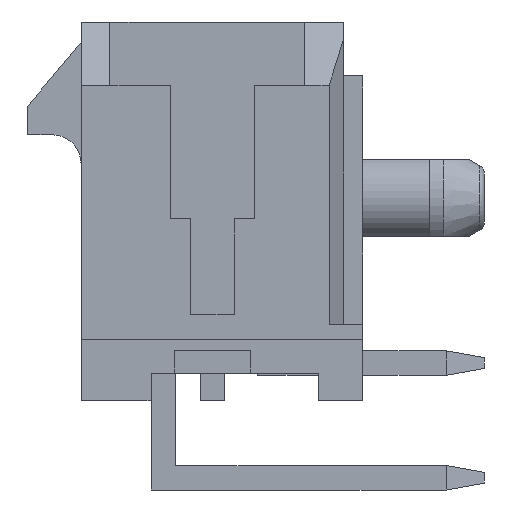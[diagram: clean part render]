
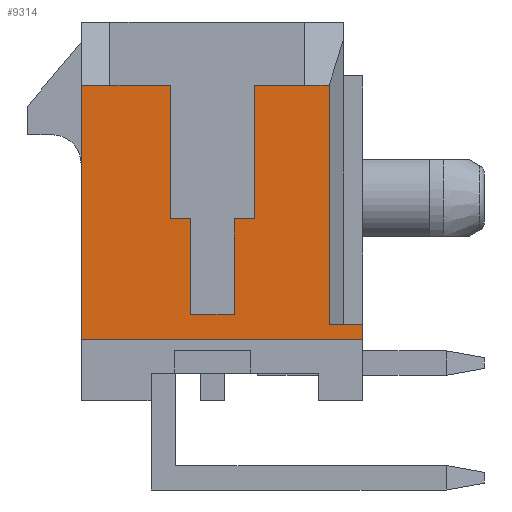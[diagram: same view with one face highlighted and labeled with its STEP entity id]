
A CAD part, left-side view. The second image highlights one B-rep face of the part: STEP entity #9314.
In plain terms, the highlighted planar face has unit normal (-1, 0, 0).
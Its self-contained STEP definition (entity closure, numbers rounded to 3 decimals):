
#1=DIRECTION('',(0.,0.,-1.));
#2=VECTOR('',#1,3.5);
#3=CARTESIAN_POINT('',(-13.825,-1.1,3.3));
#4=LINE('',#3,#2);
#5=DIRECTION('',(0.,1.,0.));
#6=VECTOR('',#5,1.31);
#7=CARTESIAN_POINT('',(-13.825,-2.41,3.3));
#8=LINE('',#7,#6);
#9=DIRECTION('',(0.,-1.,0.));
#10=VECTOR('',#9,0.645);
#11=CARTESIAN_POINT('',(-13.825,-2.41,3.3));
#12=LINE('',#11,#10);
#13=DIRECTION('',(0.,0.,-1.));
#14=VECTOR('',#13,6.26);
#15=CARTESIAN_POINT('',(-13.825,-3.055,3.3));
#16=LINE('',#15,#14);
#17=DIRECTION('',(0.,0.,-1.));
#18=VECTOR('',#17,0.4);
#19=CARTESIAN_POINT('',(-13.825,-3.935,-2.96));
#20=LINE('',#19,#18);
#21=DIRECTION('',(0.,1.,0.));
#22=VECTOR('',#21,7.37);
#23=CARTESIAN_POINT('',(-13.825,-3.935,-3.36));
#24=LINE('',#23,#22);
#25=DIRECTION('',(0.,0.,1.));
#26=VECTOR('',#25,6.66);
#27=CARTESIAN_POINT('',(-13.825,3.435,-3.36));
#28=LINE('',#27,#26);
#29=DIRECTION('',(0.,-1.,0.));
#30=VECTOR('',#29,0.755);
#31=CARTESIAN_POINT('',(-13.825,3.435,3.3));
#32=LINE('',#31,#30);
#33=DIRECTION('',(0.,1.,0.));
#34=VECTOR('',#33,1.58);
#35=CARTESIAN_POINT('',(-13.825,1.1,3.3));
#36=LINE('',#35,#34);
#37=DIRECTION('',(0.,0.,-1.));
#38=VECTOR('',#37,3.5);
#39=CARTESIAN_POINT('',(-13.825,1.1,3.3));
#40=LINE('',#39,#38);
#41=DIRECTION('',(0.,1.,0.));
#42=VECTOR('',#41,0.525);
#43=CARTESIAN_POINT('',(-13.825,0.575,-0.2));
#44=LINE('',#43,#42);
#45=DIRECTION('',(0.,0.,1.));
#46=VECTOR('',#45,2.5);
#47=CARTESIAN_POINT('',(-13.825,0.575,-2.7));
#48=LINE('',#47,#46);
#49=DIRECTION('',(0.,1.,0.));
#50=VECTOR('',#49,1.15);
#51=CARTESIAN_POINT('',(-13.825,-0.575,-2.7));
#52=LINE('',#51,#50);
#53=DIRECTION('',(0.,0.,-1.));
#54=VECTOR('',#53,2.5);
#55=CARTESIAN_POINT('',(-13.825,-0.575,-0.2));
#56=LINE('',#55,#54);
#57=DIRECTION('',(0.,1.,0.));
#58=VECTOR('',#57,0.525);
#59=CARTESIAN_POINT('',(-13.825,-1.1,-0.2));
#60=LINE('',#59,#58);
#6953=DIRECTION('',(0.,1.,0.));
#6954=VECTOR('',#6953,0.88);
#6955=CARTESIAN_POINT('',(-13.825,-3.935,-2.96));
#6956=LINE('',#6955,#6954);
#7122=CARTESIAN_POINT('',(-13.825,3.435,3.3));
#7124=VERTEX_POINT('',#7122);
#7167=CARTESIAN_POINT('',(-13.825,-3.935,-2.96));
#7168=CARTESIAN_POINT('',(-13.825,-3.055,-2.96));
#7169=VERTEX_POINT('',#7167);
#7170=VERTEX_POINT('',#7168);
#7175=CARTESIAN_POINT('',(-13.825,2.68,3.3));
#7176=VERTEX_POINT('',#7175);
#7177=CARTESIAN_POINT('',(-13.825,-2.41,3.3));
#7178=VERTEX_POINT('',#7177);
#7179=CARTESIAN_POINT('',(-13.825,-3.055,3.3));
#7180=VERTEX_POINT('',#7179);
#7395=CARTESIAN_POINT('',(-13.825,-1.1,3.3));
#7396=CARTESIAN_POINT('',(-13.825,-1.1,-0.2));
#7397=VERTEX_POINT('',#7395);
#7398=VERTEX_POINT('',#7396);
#7399=CARTESIAN_POINT('',(-13.825,-0.575,-0.2));
#7400=VERTEX_POINT('',#7399);
#7401=CARTESIAN_POINT('',(-13.825,-0.575,-2.7));
#7402=VERTEX_POINT('',#7401);
#7403=CARTESIAN_POINT('',(-13.825,0.575,-2.7));
#7404=VERTEX_POINT('',#7403);
#7405=CARTESIAN_POINT('',(-13.825,0.575,-0.2));
#7406=VERTEX_POINT('',#7405);
#7407=CARTESIAN_POINT('',(-13.825,1.1,-0.2));
#7408=VERTEX_POINT('',#7407);
#7409=CARTESIAN_POINT('',(-13.825,1.1,3.3));
#7410=VERTEX_POINT('',#7409);
#8165=CARTESIAN_POINT('',(-13.825,-3.935,-3.36));
#8166=CARTESIAN_POINT('',(-13.825,3.435,-3.36));
#8167=VERTEX_POINT('',#8165);
#8168=VERTEX_POINT('',#8166);
#9275=CARTESIAN_POINT('',(-13.825,0.,0.));
#9276=DIRECTION('',(1.,0.,0.));
#9277=DIRECTION('',(0.,0.,-1.));
#9278=AXIS2_PLACEMENT_3D('',#9275,#9276,#9277);
#9279=PLANE('',#9278);
#9281=ORIENTED_EDGE('',*,*,#9280,.F.);
#9283=ORIENTED_EDGE('',*,*,#9282,.F.);
#9285=ORIENTED_EDGE('',*,*,#9284,.T.);
#9287=ORIENTED_EDGE('',*,*,#9286,.T.);
#9289=ORIENTED_EDGE('',*,*,#9288,.F.);
#9291=ORIENTED_EDGE('',*,*,#9290,.T.);
#9293=ORIENTED_EDGE('',*,*,#9292,.T.);
#9295=ORIENTED_EDGE('',*,*,#9294,.T.);
#9297=ORIENTED_EDGE('',*,*,#9296,.T.);
#9299=ORIENTED_EDGE('',*,*,#9298,.F.);
#9301=ORIENTED_EDGE('',*,*,#9300,.T.);
#9303=ORIENTED_EDGE('',*,*,#9302,.F.);
#9305=ORIENTED_EDGE('',*,*,#9304,.F.);
#9307=ORIENTED_EDGE('',*,*,#9306,.F.);
#9309=ORIENTED_EDGE('',*,*,#9308,.F.);
#9311=ORIENTED_EDGE('',*,*,#9310,.F.);
#9312=EDGE_LOOP('',(#9281,#9283,#9285,#9287,#9289,#9291,#9293,#9295,#9297,#9299,
#9301,#9303,#9305,#9307,#9309,#9311));
#9313=FACE_OUTER_BOUND('',#9312,.F.);
#9314=ADVANCED_FACE('',(#9313),#9279,.F.);
#9280=EDGE_CURVE('',#7397,#7398,#4,.T.);
#9282=EDGE_CURVE('',#7178,#7397,#8,.T.);
#9284=EDGE_CURVE('',#7178,#7180,#12,.T.);
#9286=EDGE_CURVE('',#7180,#7170,#16,.T.);
#9288=EDGE_CURVE('',#7169,#7170,#6956,.T.);
#9290=EDGE_CURVE('',#7169,#8167,#20,.T.);
#9292=EDGE_CURVE('',#8167,#8168,#24,.T.);
#9294=EDGE_CURVE('',#8168,#7124,#28,.T.);
#9296=EDGE_CURVE('',#7124,#7176,#32,.T.);
#9298=EDGE_CURVE('',#7410,#7176,#36,.T.);
#9300=EDGE_CURVE('',#7410,#7408,#40,.T.);
#9302=EDGE_CURVE('',#7406,#7408,#44,.T.);
#9304=EDGE_CURVE('',#7404,#7406,#48,.T.);
#9306=EDGE_CURVE('',#7402,#7404,#52,.T.);
#9308=EDGE_CURVE('',#7400,#7402,#56,.T.);
#9310=EDGE_CURVE('',#7398,#7400,#60,.T.);
